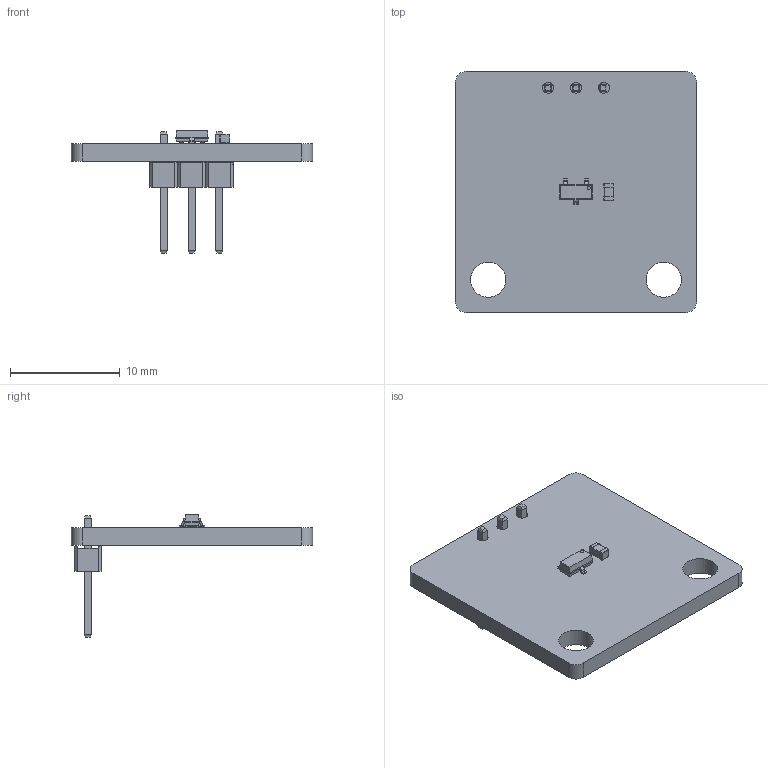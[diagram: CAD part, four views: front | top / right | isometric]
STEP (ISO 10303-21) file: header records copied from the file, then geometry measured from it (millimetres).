
FILE_DESCRIPTION(('KiCad electronic assembly'),'2;1');
FILE_NAME('Hall_effect_sensor_analog_3D.step','2021-09-06T11:27:23',( 'Pcbnew'),('Kicad'),'Open CASCADE STEP processor 7.5', 'KiCad to STEP converter','Unknown');
FILE_SCHEMA(('AUTOMOTIVE_DESIGN { 1 0 10303 214 1 1 1 1 }'));
Length unit declared in the file: millimetre
Products named in the file (8): Hall_effect_sensor_analog_3D 1; SOT23-3; COMPOUND; 0603C; 3x_Male_Pin_2.54_mm
Assembly tree (7 placements, depth 3):
  Hall_effect_sensor_analog_3D 1
    SOT23-3
      COMPOUND
    0603C
      COMPOUND
    3x_Male_Pin_2.54_mm
      COMPOUND
    COMPOUND
Bounding box: 22 x 22 x 11.18 mm (x, y, z)
Volume: 798 mm3; surface area: 1311.7 mm2
Topology: 12 solids, 12 shells, 220 faces, 507 edges, 310 vertices
Faces by surface type: bspline 205, cylinder 9, plane 6
Full cylindrical faces by diameter (mm): 1 x3, 3.2 x2
Entity records: 11607 total; most frequent: CARTESIAN_POINT 4494, B_SPLINE_CURVE_WITH_KNOTS 1260, ORIENTED_EDGE 998, PCURVE 998, DEFINITIONAL_REPRESENTATION 998, EDGE_CURVE 499, SURFACE_CURVE 494, VERTEX_POINT 310
